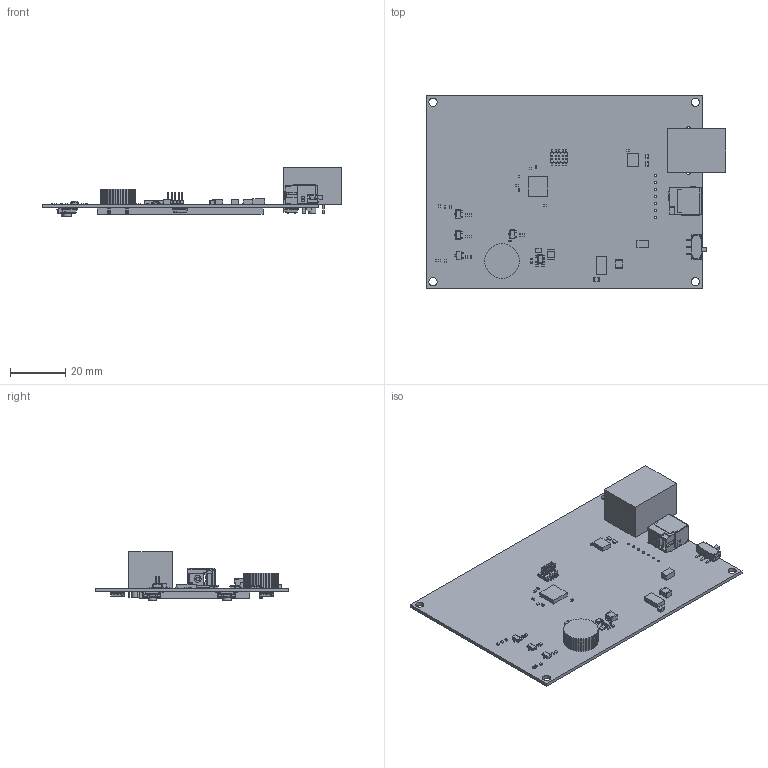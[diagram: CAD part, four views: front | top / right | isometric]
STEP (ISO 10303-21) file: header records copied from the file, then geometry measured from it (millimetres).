
FILE_DESCRIPTION(('Open CASCADE Model'),'2;1');
FILE_NAME('Open CASCADE Shape Model','2020-04-09T17:23:46',('Author'),( 'Open CASCADE'),'Open CASCADE STEP processor 6.8','Open CASCADE 6.8' ,'Unknown');
FILE_SCHEMA(('AUTOMOTIVE_DESIGN { 1 0 10303 214 1 1 1 1 }'));
Length unit declared in the file: millimetre
Products named in the file (119): PCB; Board; Open CASCADE STEP translator 6.8 1.1.1; C6; 5958577792; Extruded; 5958577312; R21; 5958577072; 5958576672; R20; R19; R18; R17; R16; U4; 6474638544; Body; Open_CASCADE_STEP_translator_6.8_5.1.1; Leader; R7; 5958570592; 5958570272; U5; 5958570992; C9; R15; C8; 5958187536; C7; SW1; js102011saqn; D7; 5050_LED_package; D6; D5; D4; D3; J3; CUI_PJ-051AH ...
Assembly tree (209 placements, depth 5):
  PCB
    Board
      Open CASCADE STEP translator 6.8 1.1.1
    C6
      5958577792  x2
        Extruded
      5958577312
        Extruded
    R21
      5958577072  x2
        Extruded
      5958576672
        Extruded
    R20
      5958577072  x2
        Extruded
      5958576672
        Extruded
    R19
      5958577072  x2
        Extruded
      5958576672
        Extruded
    R18
      5958577072  x2
        Extruded
      5958576672
        Extruded
    R17
      5958577072  x2
        Extruded
      5958576672
        Extruded
    R16
      5958577072  x2
        Extruded
      5958576672
        Extruded
    U4
      6474638544
        Body
          Open_CASCADE_STEP_translator_6.8_5.1.1
        Leader  x5
    R7
      5958570592  x2
        Extruded
      5958570272
        Extruded
    U5
      5958570992
        Extruded
    C9
      5958577792  x2
        Extruded
      5958577312
        Extruded
    R15
      5958577072  x2
        Extruded
      5958576672
Bounding box: 108.58 x 70 x 17.73 mm (x, y, z)
Volume: 18118.7 mm3; surface area: 26446.5 mm2
Topology: 182 solids, 182 shells, 2816 faces, 6546 edges, 4088 vertices
Faces by surface type: plane 2212, cylinder 499, bspline 49, sphere 42, cone 10, torus 4
Full cylindrical faces by diameter (mm): 0.6 x12, 0.85 x2, 0.9 x9, 1.1 x8, 1.7 x2, 2.5 x2, 3 x7, 3.15 x2, 3.2 x2
Entity records: 46267 total; most frequent: CARTESIAN_POINT 8838, DIRECTION 6915, ORIENTED_EDGE 6828, EDGE_CURVE 3414, LINE 2867, VECTOR 2867, VERTEX_POINT 2180, AXIS2_PLACEMENT_3D 2024
